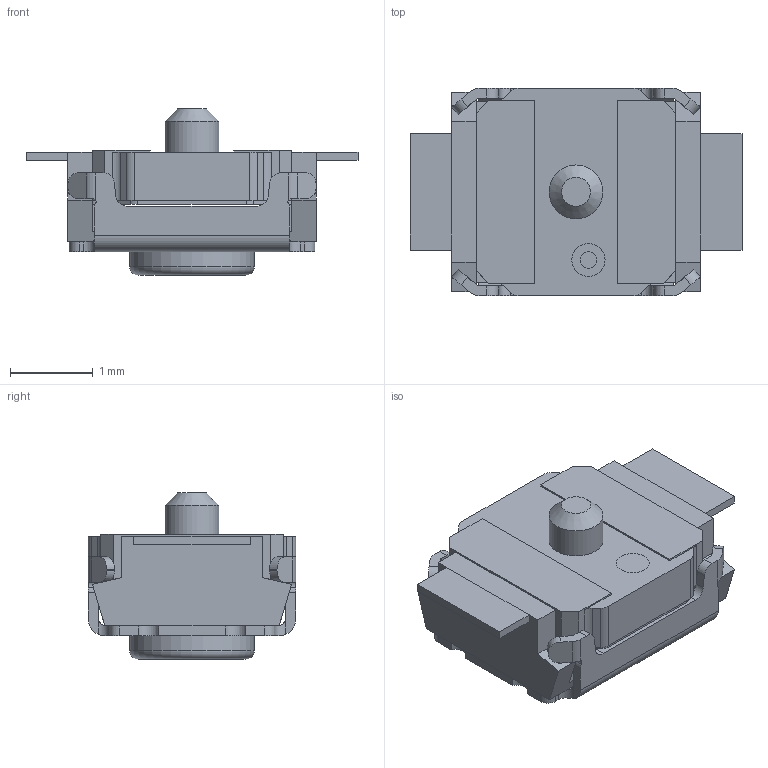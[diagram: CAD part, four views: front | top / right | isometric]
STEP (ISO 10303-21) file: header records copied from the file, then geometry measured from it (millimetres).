
FILE_DESCRIPTION(/* description */ (''),/* implementation_level */ '2;1');
FILE_NAME(/* name */ 'TL1017ABAFxxxQG.stp',/* time_stamp */ '2024-02-23T08:47:13-06:00',/* author */ ('mwilliams'),/* organization */ (''),/* preprocessor_version */ 'ST-DEVELOPER v18.1',/* originating_system */ 'Autodesk Inventor 2022',/* authorisation */ '');
FILE_SCHEMA (('AUTOMOTIVE_DESIGN { 1 0 10303 214 3 1 1 }'));
Length unit declared in the file: inch
Products named in the file (1): 100123458_Simplify_1
Bounding box: 4 x 2.5 x 2 mm (x, y, z)
Volume: 7.1 mm3; surface area: 52 mm2
Topology: 2 solids, 2 shells, 217 faces, 630 edges, 414 vertices
Faces by surface type: plane 141, cylinder 71, cone 3, torus 2
Full cylindrical faces by diameter (mm): 0.65 x1, 1.5 x1, 1.55 x1
Entity records: 7246 total; most frequent: CARTESIAN_POINT 1318, ORIENTED_EDGE 1260, DIRECTION 1218, EDGE_CURVE 630, LINE 462, VECTOR 462, VERTEX_POINT 414, AXIS2_PLACEMENT_3D 378
